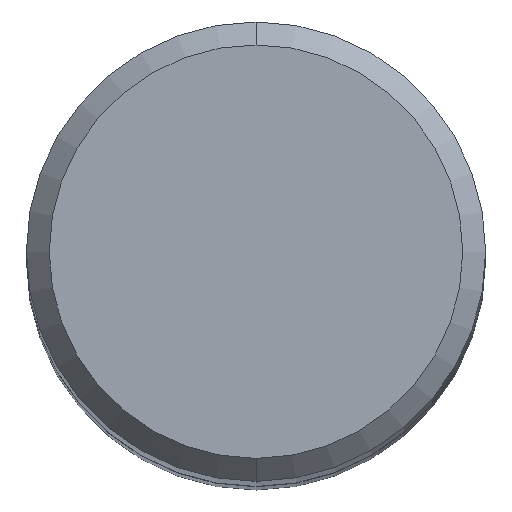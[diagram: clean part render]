
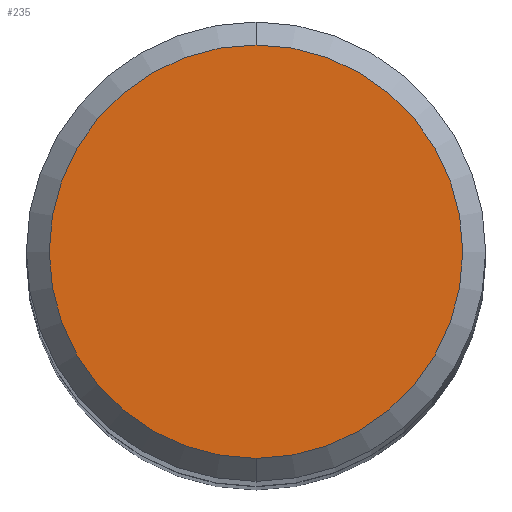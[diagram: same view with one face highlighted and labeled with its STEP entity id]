
A CAD part, top view. The second image highlights one B-rep face of the part: STEP entity #235.
In plain terms, the highlighted planar face has unit normal (0, 0, 1).
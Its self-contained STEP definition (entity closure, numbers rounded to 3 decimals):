
#225=EDGE_CURVE('',#301,#309,#581,.T.);
#235=ADVANCED_FACE('',(#591),#592,.T.);
#273=EDGE_CURVE('',#309,#301,#636,.T.);
#301=VERTEX_POINT('',#667);
#309=VERTEX_POINT('',#675);
#581=CIRCLE('',#992,3.6);
#591=FACE_OUTER_BOUND('',#1002,.T.);
#592=PLANE('',#1003);
#636=CIRCLE('',#1092,3.6);
#667=CARTESIAN_POINT('',(0.,-3.6,0.0));
#675=CARTESIAN_POINT('',(0.0,3.6,0.0));
#992=AXIS2_PLACEMENT_3D('',#1659,#1660,#1661);
#1002=EDGE_LOOP('',(#1663,#1664));
#1003=AXIS2_PLACEMENT_3D('',#1665,#1666,#1667);
#1092=AXIS2_PLACEMENT_3D('',#1714,#1715,#1716);
#1659=CARTESIAN_POINT('',(0.0,0.0,0.0));
#1660=DIRECTION('',(0.0,0.0,-1.0));
#1661=DIRECTION('',(0.0,1.0,0.0));
#1663=ORIENTED_EDGE('',*,*,#273,.F.);
#1664=ORIENTED_EDGE('',*,*,#225,.F.);
#1665=CARTESIAN_POINT('',(0.0,1.8,0.0));
#1666=DIRECTION('',(-0.0,0.0,1.0));
#1667=DIRECTION('',(0.0,-1.0,0.0));
#1714=CARTESIAN_POINT('',(0.0,0.0,0.0));
#1715=DIRECTION('',(0.0,0.0,-1.0));
#1716=DIRECTION('',(0.0,1.0,0.0));
